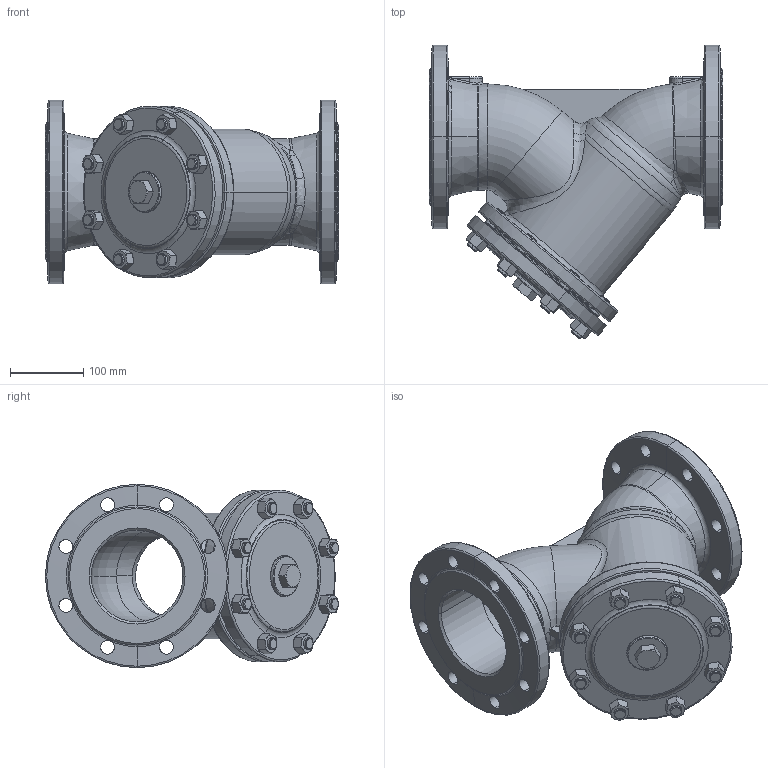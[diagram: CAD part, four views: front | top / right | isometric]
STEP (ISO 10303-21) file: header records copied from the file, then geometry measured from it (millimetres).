
FILE_DESCRIPTION (( 'STEP AP203' ), '1' );
FILE_NAME ('821_DN125_PN16.STEP', '2010-01-08T12:03:38', ( 'Piotr Zlobecki' ), ( 'ZETKAMA SA' ), 'SwSTEP 2.0', 'SolidWorks 2010', '' );
FILE_SCHEMA (( 'CONFIG_CONTROL_DESIGN' ));
Length unit declared in the file: millimetre
Products named in the file (1): 821_DN125_PN16
Bounding box: 400 x 399.85 x 250 mm (x, y, z)
Volume: 5327451.4 mm3; surface area: 818375.7 mm2
Topology: 19 solids, 19 shells, 854 faces, 1903 edges, 1096 vertices
Faces by surface type: cylinder 256, cone 211, plane 179, torus 135, bspline 73
Entity records: 50447 total; most frequent: CARTESIAN_POINT 31724, DIRECTION 4003, ORIENTED_EDGE 3806, EDGE_CURVE 1903, AXIS2_PLACEMENT_3D 1712, VERTEX_POINT 1096, EDGE_LOOP 949, CIRCLE 930
